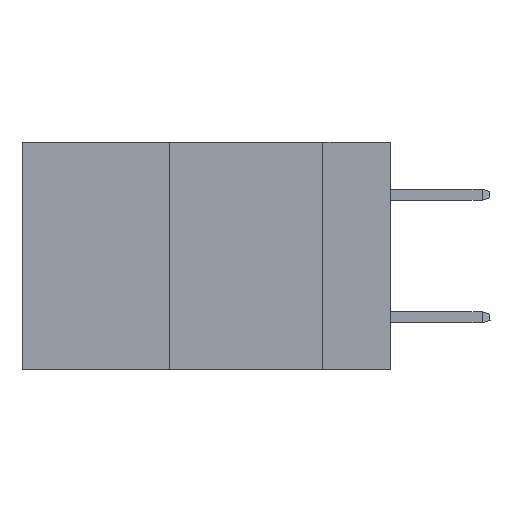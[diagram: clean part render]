
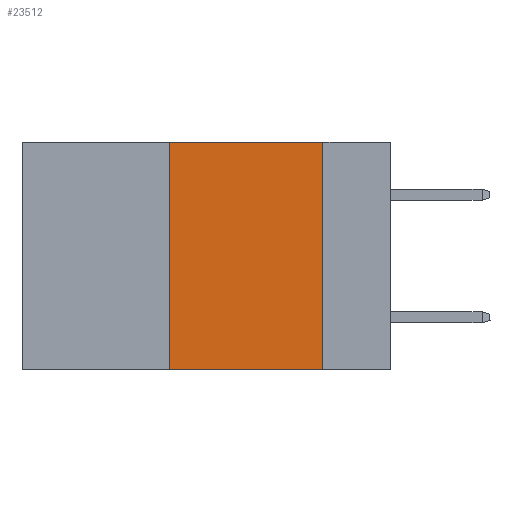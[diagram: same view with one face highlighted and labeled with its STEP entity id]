
A CAD part, left-side view. The second image highlights one B-rep face of the part: STEP entity #23512.
In plain terms, the highlighted planar face has unit normal (-1, 0, 0).
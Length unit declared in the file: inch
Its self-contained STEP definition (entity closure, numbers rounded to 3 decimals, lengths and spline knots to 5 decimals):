
#396 = DIRECTION ( 'NONE',  ( 1., 0., 0. ) ) ;
#2591 = FACE_OUTER_BOUND ( 'NONE', #31938, .T. ) ;
#3419 = ORIENTED_EDGE ( 'NONE', *, *, #22604, .T. ) ;
#5998 = CARTESIAN_POINT ( 'NONE',  ( 0., 0.36, 0. ) ) ;
#6774 = AXIS2_PLACEMENT_3D ( 'NONE', #31385, #396, #20296 ) ;
#6956 = VECTOR ( 'NONE', #14560, 39.37008 ) ;
#7483 = VECTOR ( 'NONE', #18977, 39.37008 ) ;
#7794 = EDGE_CURVE ( 'NONE', #12652, #15249, #30316, .T. ) ;
#9742 = VECTOR ( 'NONE', #23222, 39.37008 ) ;
#10622 = LINE ( 'NONE', #11912, #9742 ) ;
#10906 = VERTEX_POINT ( 'NONE', #33186 ) ;
#11912 = CARTESIAN_POINT ( 'NONE',  ( 0., 0.6, 0. ) ) ;
#12652 = VERTEX_POINT ( 'NONE', #13040 ) ;
#12748 = CARTESIAN_POINT ( 'NONE',  ( 0., 0.36, 0. ) ) ;
#13040 = CARTESIAN_POINT ( 'NONE',  ( 0., 0.36, -0.37 ) ) ;
#14560 = DIRECTION ( 'NONE',  ( 0., 0., 1. ) ) ;
#15249 = VERTEX_POINT ( 'NONE', #12748 ) ;
#16110 = EDGE_CURVE ( 'NONE', #10906, #18920, #22525, .T. ) ;
#16149 = CARTESIAN_POINT ( 'NONE',  ( 0., 0.11, 0. ) ) ;
#16782 = CARTESIAN_POINT ( 'NONE',  ( 0., 0.11, -0.37 ) ) ;
#16920 = EDGE_CURVE ( 'NONE', #15249, #10906, #10622, .T. ) ;
#17472 = PLANE ( 'NONE',  #6774 ) ;
#18577 = LINE ( 'NONE', #35992, #33397 ) ;
#18920 = VERTEX_POINT ( 'NONE', #16782 ) ;
#18977 = DIRECTION ( 'NONE',  ( 0., 0., -1. ) ) ;
#19364 = DIRECTION ( 'NONE',  ( 0., -1., 0. ) ) ;
#20244 = ORIENTED_EDGE ( 'NONE', *, *, #16110, .F. ) ;
#20296 = DIRECTION ( 'NONE',  ( 0., 0., -1. ) ) ;
#22525 = LINE ( 'NONE', #16149, #7483 ) ;
#22604 = EDGE_CURVE ( 'NONE', #12652, #18920, #18577, .T. ) ;
#23222 = DIRECTION ( 'NONE',  ( 0., -1., 0. ) ) ;
#23303 = ORIENTED_EDGE ( 'NONE', *, *, #7794, .F. ) ;
#23512 = ADVANCED_FACE ( 'NONE', ( #2591 ), #17472, .F. ) ;
#30316 = LINE ( 'NONE', #5998, #6956 ) ;
#31385 = CARTESIAN_POINT ( 'NONE',  ( 0., 0.6, 0. ) ) ;
#31938 = EDGE_LOOP ( 'NONE', ( #20244, #35020, #23303, #3419 ) ) ;
#33186 = CARTESIAN_POINT ( 'NONE',  ( 0., 0.11, 0. ) ) ;
#33397 = VECTOR ( 'NONE', #19364, 39.37008 ) ;
#35020 = ORIENTED_EDGE ( 'NONE', *, *, #16920, .F. ) ;
#35992 = CARTESIAN_POINT ( 'NONE',  ( 0., 0.6, -0.37 ) ) ;
